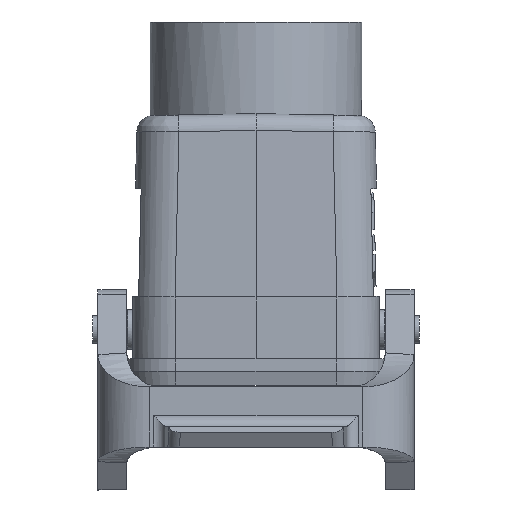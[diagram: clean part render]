
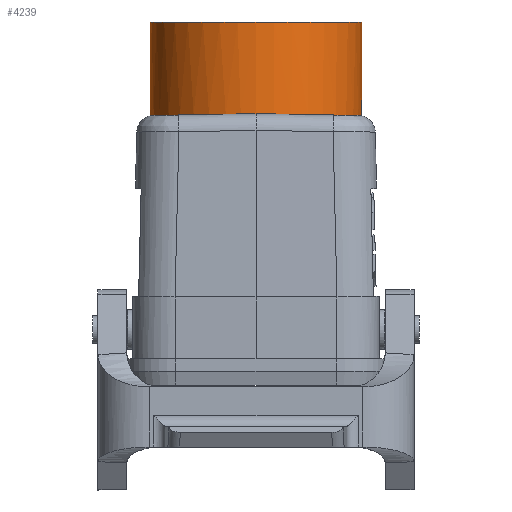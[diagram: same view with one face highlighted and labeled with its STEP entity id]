
A CAD part, left-side view. The second image highlights one B-rep face of the part: STEP entity #4239.
In plain terms, the highlighted cylindrical face has radius 18.5 mm (diameter 37 mm), a full revolution.
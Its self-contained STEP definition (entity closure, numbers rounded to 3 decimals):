
#2474=FACE_BOUND('',#5254,.T.);
#2475=FACE_BOUND('',#5255,.T.);
#2561=CYLINDRICAL_SURFACE('',#9956,18.5);
#2654=B_SPLINE_CURVE_WITH_KNOTS('',3,(#12372,#12373,#12374,#12375,#12376,
#12377),.UNSPECIFIED.,.F.,.F.,(4,2,4),(0.,0.5,1.),.UNSPECIFIED.);
#2669=B_SPLINE_CURVE_WITH_KNOTS('',3,(#13070,#13071,#13072,#13073,#13074,
#13075),.UNSPECIFIED.,.F.,.F.,(4,2,4),(0.,0.5,1.),.UNSPECIFIED.);
#4128=ELLIPSE('',#9865,18.503,18.5);
#4130=ELLIPSE('',#9868,18.503,18.5);
#4132=ELLIPSE('',#9871,18.503,18.5);
#4154=ELLIPSE('',#9955,18.503,18.5);
#4239=ADVANCED_FACE('',(#2474,#2475),#2561,.T.);
#5254=EDGE_LOOP('',(#5923));
#5255=EDGE_LOOP('',(#5924,#5925,#5926,#5927,#5928,#5929));
#5923=ORIENTED_EDGE('',*,*,#8530,.F.);
#5924=ORIENTED_EDGE('',*,*,#8301,.T.);
#5925=ORIENTED_EDGE('',*,*,#8306,.T.);
#5926=ORIENTED_EDGE('',*,*,#8531,.F.);
#5927=ORIENTED_EDGE('',*,*,#8532,.T.);
#5928=ORIENTED_EDGE('',*,*,#8296,.T.);
#5929=ORIENTED_EDGE('',*,*,#8310,.F.);
#7637=VERTEX_POINT('',#12343);
#7638=VERTEX_POINT('',#12344);
#7642=VERTEX_POINT('',#12354);
#7643=VERTEX_POINT('',#12355);
#7647=VERTEX_POINT('',#12365);
#7836=VERTEX_POINT('',#13069);
#7837=VERTEX_POINT('',#13076);
#8296=EDGE_CURVE('',#7637,#7638,#4128,.T.);
#8301=EDGE_CURVE('',#7642,#7643,#4130,.T.);
#8306=EDGE_CURVE('',#7643,#7647,#4132,.T.);
#8310=EDGE_CURVE('',#7642,#7638,#2654,.T.);
#8530=EDGE_CURVE('',#7836,#7836,#9314,.T.);
#8531=EDGE_CURVE('',#7837,#7647,#2669,.T.);
#8532=EDGE_CURVE('',#7837,#7637,#4154,.T.);
#9314=CIRCLE('',#9954,18.5);
#9865=AXIS2_PLACEMENT_3D('',#12342,#10465,#10466);
#9868=AXIS2_PLACEMENT_3D('',#12353,#10474,#10475);
#9871=AXIS2_PLACEMENT_3D('',#12364,#10483,#10484);
#9954=AXIS2_PLACEMENT_3D('',#13068,#10814,#10815);
#9955=AXIS2_PLACEMENT_3D('',#13077,#10816,#10817);
#9956=AXIS2_PLACEMENT_3D('',#13078,#10818,#10819);
#10465=DIRECTION('',(0.,-0.017,1.));
#10466=DIRECTION('',(0.,1.,0.017));
#10474=DIRECTION('',(0.,-0.017,1.));
#10475=DIRECTION('',(0.,1.,0.017));
#10483=DIRECTION('',(0.,0.017,1.));
#10484=DIRECTION('',(0.,-1.,0.017));
#10814=DIRECTION('',(0.,0.,1.));
#10815=DIRECTION('',(-1.,0.,0.));
#10816=DIRECTION('',(0.,0.017,1.));
#10817=DIRECTION('',(0.,-1.,0.017));
#10818=DIRECTION('',(0.,0.,1.));
#10819=DIRECTION('',(1.,0.,0.));
#12342=CARTESIAN_POINT('',(0.,0.,35.85));
#12343=CARTESIAN_POINT('',(-18.5,0.,35.85));
#12344=CARTESIAN_POINT('',(-4.781,-17.871,35.538));
#12353=CARTESIAN_POINT('',(0.,0.,35.85));
#12354=CARTESIAN_POINT('',(4.781,-17.871,35.538));
#12355=CARTESIAN_POINT('',(18.5,0.,35.85));
#12364=CARTESIAN_POINT('',(0.,0.,35.85));
#12365=CARTESIAN_POINT('',(4.781,17.871,35.538));
#12372=CARTESIAN_POINT('',(4.781,-17.871,35.538));
#12373=CARTESIAN_POINT('',(3.213,-18.291,35.531));
#12374=CARTESIAN_POINT('',(1.625,-18.499,35.461));
#12375=CARTESIAN_POINT('',(-1.592,-18.501,35.46));
#12376=CARTESIAN_POINT('',(-3.213,-18.291,35.531));
#12377=CARTESIAN_POINT('',(-4.781,-17.871,35.538));
#13068=CARTESIAN_POINT('',(0.,0.,51.85));
#13069=CARTESIAN_POINT('',(-18.5,0.,51.85));
#13070=CARTESIAN_POINT('',(-4.781,17.871,35.538));
#13071=CARTESIAN_POINT('',(-3.213,18.291,35.531));
#13072=CARTESIAN_POINT('',(-1.625,18.499,35.461));
#13073=CARTESIAN_POINT('',(1.592,18.501,35.46));
#13074=CARTESIAN_POINT('',(3.213,18.291,35.531));
#13075=CARTESIAN_POINT('',(4.781,17.871,35.538));
#13076=CARTESIAN_POINT('',(-4.781,17.871,35.538));
#13077=CARTESIAN_POINT('',(0.,0.,35.85));
#13078=CARTESIAN_POINT('',(0.,0.,35.35));
